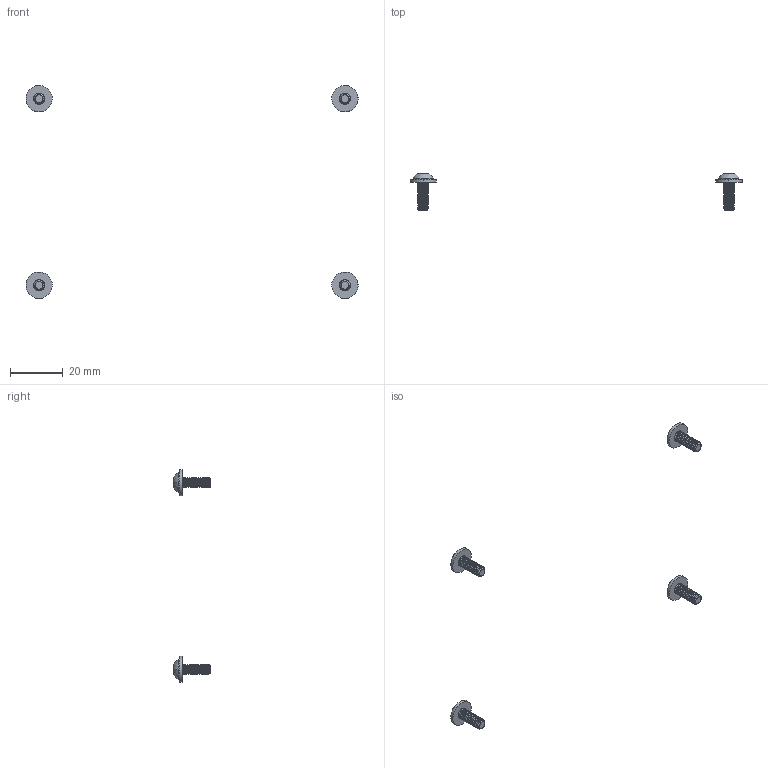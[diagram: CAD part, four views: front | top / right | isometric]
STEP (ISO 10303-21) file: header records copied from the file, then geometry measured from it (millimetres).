
FILE_DESCRIPTION(/* description */ (''),/* implementation_level */ '2;1');
FILE_NAME(/* name */ 'Screws Belt Mount M4X12',/* time_stamp */ '2020-06-15T02:15:15-07:00',/* author */ (''),/* organization */ (''),/* preprocessor_version */ 'ST-DEVELOPER v16.5',/* originating_system */ '',/* authorisation */ '');
FILE_SCHEMA (('CONFIG_CONTROL_DESIGN'));
Length unit declared in the file: millimetre
Products named in the file (1): Document
Bounding box: 126.27 x 14.2 x 81 mm (x, y, z)
Volume: 997.6 mm3; surface area: 2230 mm2
Topology: 8 solids, 8 shells, 276 faces, 688 edges, 436 vertices
Faces by surface type: bspline 220, plane 56
Entity records: 20448 total; most frequent: CARTESIAN_POINT 16546, ORIENTED_EDGE 1376, EDGE_CURVE 688, VERTEX_POINT 436, EDGE_LOOP 292, ADVANCED_FACE 276, FACE_OUTER_BOUND 276, B_SPLINE_CURVE_WITH_KNOTS 268
